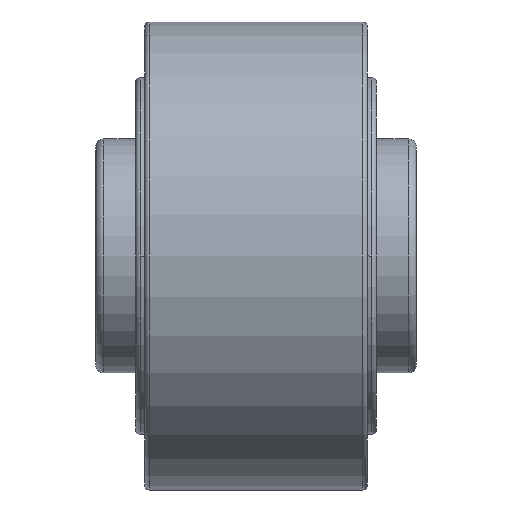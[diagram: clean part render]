
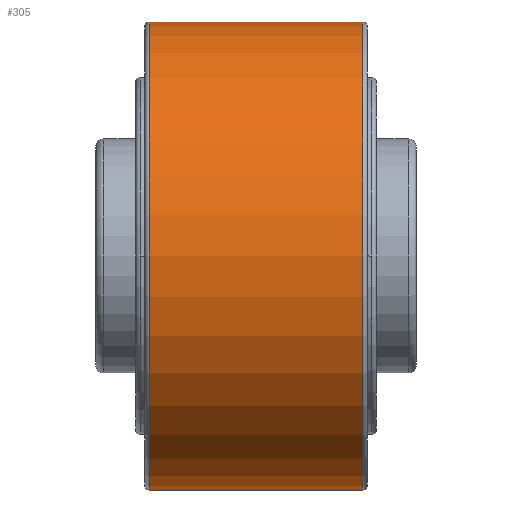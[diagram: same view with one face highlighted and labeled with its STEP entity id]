
A CAD part, front view. The second image highlights one B-rep face of the part: STEP entity #305.
In plain terms, the highlighted cylindrical face has radius 105 mm (diameter 210 mm), a partial arc.
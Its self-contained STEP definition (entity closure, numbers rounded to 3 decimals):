
#305=ADVANCED_FACE('',(#849),#850,.T.);
#849=FACE_OUTER_BOUND('',#1437,.T.);
#850=CYLINDRICAL_SURFACE('',#1438,105.0);
#1437=EDGE_LOOP('',(#3295,#3296,#3297,#3298,#3299,#3300));
#1438=AXIS2_PLACEMENT_3D('',#3301,#3302,#3303);
#3295=ORIENTED_EDGE('',*,*,#3441,.T.);
#3296=ORIENTED_EDGE('',*,*,#3975,.F.);
#3297=ORIENTED_EDGE('',*,*,#3974,.F.);
#3298=ORIENTED_EDGE('',*,*,#3443,.T.);
#3299=ORIENTED_EDGE('',*,*,#3971,.T.);
#3300=ORIENTED_EDGE('',*,*,#3970,.T.);
#3301=CARTESIAN_POINT('',(0.0,0.0,0.0));
#3302=DIRECTION('',(1.0,0.0,0.0));
#3303=DIRECTION('',(0.0,0.0,-1.0));
#3441=EDGE_CURVE('',#4158,#4159,#4160,.T.);
#3443=EDGE_CURVE('',#4163,#4161,#4164,.T.);
#3970=EDGE_CURVE('',#5005,#4158,#5006,.T.);
#3971=EDGE_CURVE('',#4161,#5005,#5007,.T.);
#3974=EDGE_CURVE('',#4163,#5011,#5012,.T.);
#3975=EDGE_CURVE('',#5011,#4159,#5013,.T.);
#4158=VERTEX_POINT('',#5085);
#4159=VERTEX_POINT('',#5086);
#4160=LINE('',#5087,#5088);
#4161=VERTEX_POINT('',#5089);
#4163=VERTEX_POINT('',#5091);
#4164=LINE('',#5092,#5093);
#5005=VERTEX_POINT('',#6191);
#5006=CIRCLE('',#6192,105.0);
#5007=CIRCLE('',#6193,105.0);
#5011=VERTEX_POINT('',#6197);
#5012=CIRCLE('',#6198,105.0);
#5013=CIRCLE('',#6199,105.0);
#5085=CARTESIAN_POINT('',(-47.9,0.,-105.0));
#5086=CARTESIAN_POINT('',(47.9,0.,-105.0));
#5087=CARTESIAN_POINT('',(0.0,0.,-105.0));
#5088=VECTOR('',#6315,1.0);
#5089=CARTESIAN_POINT('',(-47.9,0.,105.0));
#5091=CARTESIAN_POINT('',(47.9,0.,105.0));
#5092=CARTESIAN_POINT('',(0.0,0.,105.0));
#5093=VECTOR('',#6319,1.0);
#6191=CARTESIAN_POINT('',(-47.9,-105.0,0.));
#6192=AXIS2_PLACEMENT_3D('',#7444,#7445,#7446);
#6193=AXIS2_PLACEMENT_3D('',#7447,#7448,#7449);
#6197=CARTESIAN_POINT('',(47.9,-105.0,0.0));
#6198=AXIS2_PLACEMENT_3D('',#7456,#7457,#7458);
#6199=AXIS2_PLACEMENT_3D('',#7459,#7460,#7461);
#6315=DIRECTION('',(1.0,0.0,0.0));
#6319=DIRECTION('',(-1.0,-0.0,-0.0));
#7444=CARTESIAN_POINT('',(-47.9,0.,0.));
#7445=DIRECTION('',(1.0,0.0,0.0));
#7446=DIRECTION('',(0.0,0.0,-1.0));
#7447=CARTESIAN_POINT('',(-47.9,0.,0.));
#7448=DIRECTION('',(1.0,0.0,0.0));
#7449=DIRECTION('',(0.0,0.0,-1.0));
#7456=CARTESIAN_POINT('',(47.9,0.,0.0));
#7457=DIRECTION('',(1.0,0.0,0.0));
#7458=DIRECTION('',(0.0,0.0,-1.0));
#7459=CARTESIAN_POINT('',(47.9,0.,0.0));
#7460=DIRECTION('',(1.0,0.0,0.0));
#7461=DIRECTION('',(0.0,0.0,-1.0));
